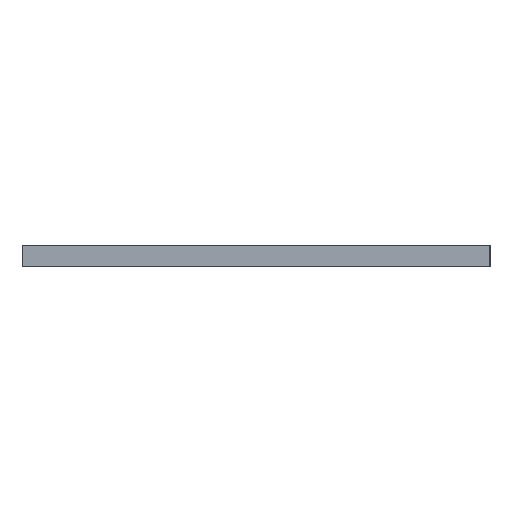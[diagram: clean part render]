
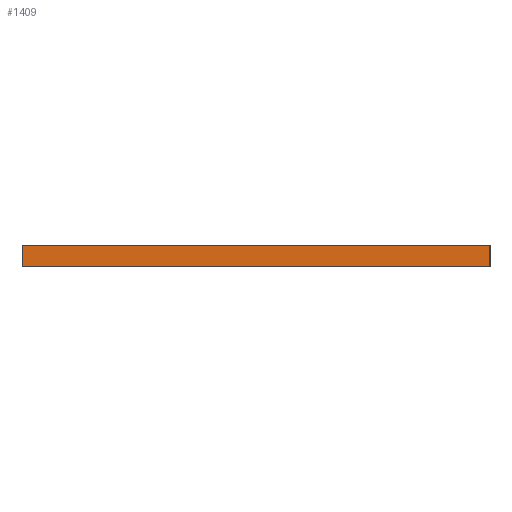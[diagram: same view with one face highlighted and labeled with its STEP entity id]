
A CAD part, left-side view. The second image highlights one B-rep face of the part: STEP entity #1409.
In plain terms, the highlighted planar face has unit normal (-1, 0, 0).
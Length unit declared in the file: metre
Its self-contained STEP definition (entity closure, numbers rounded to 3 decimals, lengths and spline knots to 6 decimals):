
#83=ORIENTED_EDGE('',*,*,#460,.T.);
#84=ORIENTED_EDGE('',*,*,#481,.F.);
#85=ORIENTED_EDGE('',*,*,#482,.F.);
#86=ORIENTED_EDGE('',*,*,#483,.T.);
#460=EDGE_CURVE('',#659,#660,#795,.T.);
#481=EDGE_CURVE('',#680,#660,#811,.T.);
#482=EDGE_CURVE('',#681,#680,#812,.T.);
#483=EDGE_CURVE('',#681,#659,#813,.T.);
#659=VERTEX_POINT('',#2023);
#660=VERTEX_POINT('',#2024);
#680=VERTEX_POINT('',#2066);
#681=VERTEX_POINT('',#2068);
#795=LINE('',#2022,#984);
#811=LINE('',#2065,#1000);
#812=LINE('',#2067,#1001);
#813=LINE('',#2069,#1002);
#984=VECTOR('',#1624,1.);
#1000=VECTOR('',#1652,1.);
#1001=VECTOR('',#1653,1.);
#1002=VECTOR('',#1654,1.);
#1149=EDGE_LOOP('',(#83,#84,#85,#86));
#1248=FACE_BOUND('',#1149,.T.);
#1337=PLANE('',#1504);
#1409=ADVANCED_FACE('',(#1248),#1337,.F.);
#1504=AXIS2_PLACEMENT_3D('',#2064,#1650,#1651);
#1624=DIRECTION('',(0.,1.,0.));
#1650=DIRECTION('',(1.,0.,0.));
#1651=DIRECTION('',(0.,-1.,0.));
#1652=DIRECTION('',(0.,0.,1.));
#1653=DIRECTION('',(0.,1.,0.));
#1654=DIRECTION('',(0.,0.,1.));
#2022=CARTESIAN_POINT('',(-0.00695,-0.068212,-0.00381));
#2023=CARTESIAN_POINT('',(-0.00695,-0.13215,-0.00381));
#2024=CARTESIAN_POINT('',(-0.00695,-0.02025,-0.00381));
#2064=CARTESIAN_POINT('',(-0.00695,-0.068212,-0.00889));
#2065=CARTESIAN_POINT('',(-0.00695,-0.02025,-0.00889));
#2066=CARTESIAN_POINT('',(-0.00695,-0.02025,-0.00889));
#2067=CARTESIAN_POINT('',(-0.00695,-0.068212,-0.00889));
#2068=CARTESIAN_POINT('',(-0.00695,-0.13215,-0.00889));
#2069=CARTESIAN_POINT('',(-0.00695,-0.13215,-0.00889));
